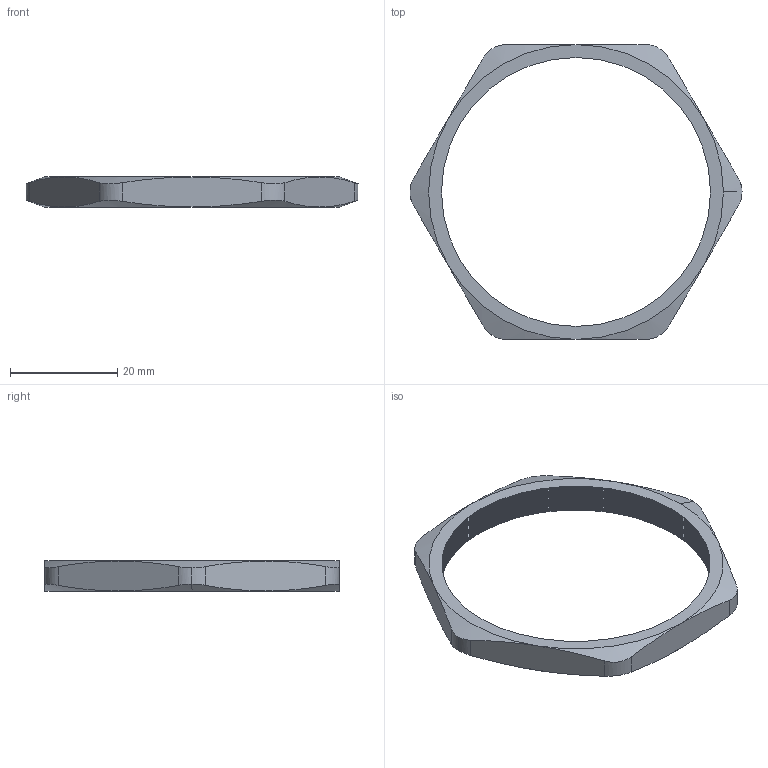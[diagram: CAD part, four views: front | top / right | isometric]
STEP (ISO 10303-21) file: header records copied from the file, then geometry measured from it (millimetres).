
FILE_DESCRIPTION (( 'STEP AP203' ), '1' );
FILE_NAME ('NM-50-BR.STEP', '2008-04-02T05:38:18', ( 'Baystate-05' ), ( 'BayState InfoTech' ), 'SwSTEP 2.0', 'SolidWorks 2007', '' );
FILE_SCHEMA (( 'CONFIG_CONTROL_DESIGN' ));
Length unit declared in the file: inch
Products named in the file (1): NM-50-BR
Bounding box: 61.78 x 54.86 x 5.59 mm (x, y, z)
Volume: 3071.8 mm3; surface area: 3891.5 mm2
Topology: 1 solids, 1 shells, 137 faces, 286 edges, 151 vertices
Faces by surface type: cone 122, plane 8, cylinder 7
Entity records: 3816 total; most frequent: CARTESIAN_POINT 854, DIRECTION 647, ORIENTED_EDGE 572, EDGE_CURVE 286, AXIS2_PLACEMENT_3D 262, VERTEX_POINT 151, EDGE_LOOP 139, ADVANCED_FACE 137
